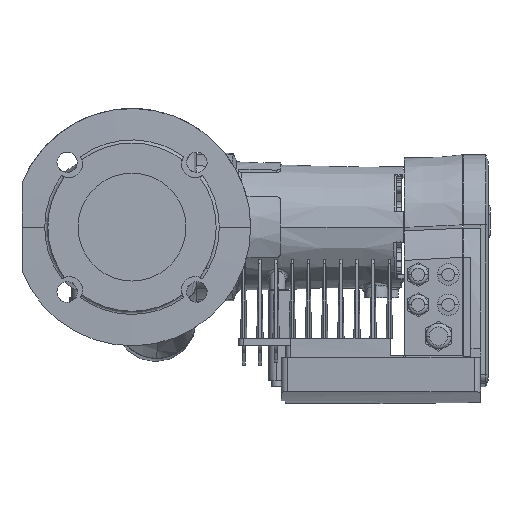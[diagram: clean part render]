
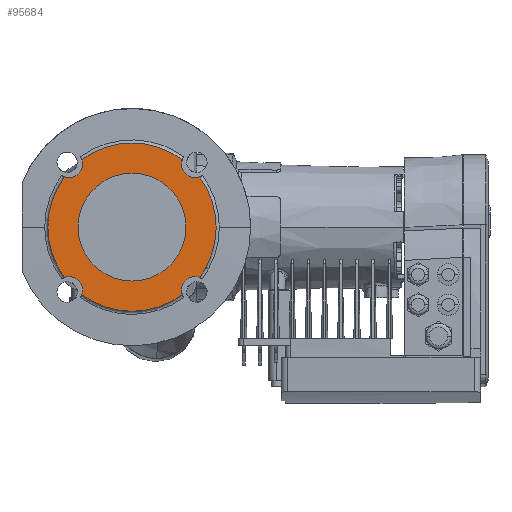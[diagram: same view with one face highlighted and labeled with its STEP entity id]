
A CAD part, front view. The second image highlights one B-rep face of the part: STEP entity #95684.
In plain terms, the highlighted planar face has unit normal (0, -1, 0).
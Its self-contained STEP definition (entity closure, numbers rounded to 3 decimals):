
#12819 = AXIS2_PLACEMENT_3D ( 'NONE', #17268, #17269, #17271 ) ;
#12822 = CIRCLE ( 'NONE', #12819, 50. ) ;
#12850 = AXIS2_PLACEMENT_3D ( 'NONE', #17216, #17217, #17218 ) ;
#12865 = CIRCLE ( 'NONE', #12850, 78. ) ;
#13045 = AXIS2_PLACEMENT_3D ( 'NONE', #18067, #18069, #18071 ) ;
#13051 = CIRCLE ( 'NONE', #13045, 12.5 ) ;
#13131 = AXIS2_PLACEMENT_3D ( 'NONE', #17659, #17661, #17663 ) ;
#13157 = CIRCLE ( 'NONE', #13131, 12.5 ) ;
#13211 = AXIS2_PLACEMENT_3D ( 'NONE', #18385, #18386, #18388 ) ;
#13264 = CIRCLE ( 'NONE', #13211, 12.5 ) ;
#13379 = CIRCLE ( 'NONE', #13382, 78. ) ;
#13382 = AXIS2_PLACEMENT_3D ( 'NONE', #19432, #19434, #19436 ) ;
#13458 = AXIS2_PLACEMENT_3D ( 'NONE', #18939, #18940, #18941 ) ;
#13463 = CIRCLE ( 'NONE', #13458, 12.5 ) ;
#13484 = CIRCLE ( 'NONE', #13488, 12.5 ) ;
#13488 = AXIS2_PLACEMENT_3D ( 'NONE', #18858, #18859, #18860 ) ;
#13572 = AXIS2_PLACEMENT_3D ( 'NONE', #20656, #20658, #20660 ) ;
#13574 = CIRCLE ( 'NONE', #13572, 12.5 ) ;
#13715 = CIRCLE ( 'NONE', #13719, 50. ) ;
#13719 = AXIS2_PLACEMENT_3D ( 'NONE', #23444, #23447, #23450 ) ;
#13723 = AXIS2_PLACEMENT_3D ( 'NONE', #24097, #24100, #24103 ) ;
#13734 = AXIS2_PLACEMENT_3D ( 'NONE', #24082, #24085, #24088 ) ;
#13736 = CIRCLE ( 'NONE', #13723, 78. ) ;
#13739 = AXIS2_PLACEMENT_3D ( 'NONE', #25597, #25599, #25601 ) ;
#13742 = CIRCLE ( 'NONE', #13734, 78. ) ;
#13761 = CIRCLE ( 'NONE', #13739, 12.5 ) ;
#13841 = AXIS2_PLACEMENT_3D ( 'NONE', #25089, #25090, #25091 ) ;
#13842 = CIRCLE ( 'NONE', #13841, 78. ) ;
#17216 = CARTESIAN_POINT ( 'NONE',  ( -41.65, -225., 0. ) ) ;
#17217 = DIRECTION ( 'NONE',  ( 0., -1., 0. ) ) ;
#17218 = DIRECTION ( 'NONE',  ( -1., 0., 0. ) ) ;
#17268 = CARTESIAN_POINT ( 'NONE',  ( -41.65, -225., 0. ) ) ;
#17269 = DIRECTION ( 'NONE',  ( 0., -1., 0. ) ) ;
#17271 = DIRECTION ( 'NONE',  ( -1., 0., 0. ) ) ;
#17659 = CARTESIAN_POINT ( 'NONE',  ( -99.986, -225., 58.336 ) ) ;
#17661 = DIRECTION ( 'NONE',  ( 0., 1., 0. ) ) ;
#17663 = DIRECTION ( 'NONE',  ( 1., 0., 0. ) ) ;
#18067 = CARTESIAN_POINT ( 'NONE',  ( -99.986, -225., -58.336 ) ) ;
#18069 = DIRECTION ( 'NONE',  ( 0., 1., 0. ) ) ;
#18071 = DIRECTION ( 'NONE',  ( 1., 0., 0. ) ) ;
#18385 = CARTESIAN_POINT ( 'NONE',  ( 16.686, -225., -58.336 ) ) ;
#18386 = DIRECTION ( 'NONE',  ( 0., 1., 0. ) ) ;
#18388 = DIRECTION ( 'NONE',  ( 0., 0., 1. ) ) ;
#18858 = CARTESIAN_POINT ( 'NONE',  ( 16.686, -225., -58.336 ) ) ;
#18859 = DIRECTION ( 'NONE',  ( 0., 1., 0. ) ) ;
#18860 = DIRECTION ( 'NONE',  ( 0., 0., 1. ) ) ;
#18939 = CARTESIAN_POINT ( 'NONE',  ( -99.986, -225., 58.336 ) ) ;
#18940 = DIRECTION ( 'NONE',  ( 0., 1., 0. ) ) ;
#18941 = DIRECTION ( 'NONE',  ( 1., 0., 0. ) ) ;
#19432 = CARTESIAN_POINT ( 'NONE',  ( -41.65, -225., 0. ) ) ;
#19434 = DIRECTION ( 'NONE',  ( 0., -1., 0. ) ) ;
#19436 = DIRECTION ( 'NONE',  ( -1., 0., 0. ) ) ;
#20656 = CARTESIAN_POINT ( 'NONE',  ( -99.986, -225., -58.336 ) ) ;
#20658 = DIRECTION ( 'NONE',  ( 0., 1., 0. ) ) ;
#20660 = DIRECTION ( 'NONE',  ( 1., 0., 0. ) ) ;
#23444 = CARTESIAN_POINT ( 'NONE',  ( -41.65, -225., 0. ) ) ;
#23447 = DIRECTION ( 'NONE',  ( 0., -1., 0. ) ) ;
#23450 = DIRECTION ( 'NONE',  ( -1., 0., 0. ) ) ;
#24082 = CARTESIAN_POINT ( 'NONE',  ( -41.65, -225., 0. ) ) ;
#24085 = DIRECTION ( 'NONE',  ( 0., -1., 0. ) ) ;
#24088 = DIRECTION ( 'NONE',  ( -1., 0., 0. ) ) ;
#24097 = CARTESIAN_POINT ( 'NONE',  ( -41.65, -225., 0. ) ) ;
#24100 = DIRECTION ( 'NONE',  ( 0., -1., 0. ) ) ;
#24103 = DIRECTION ( 'NONE',  ( -1., 0., 0. ) ) ;
#25089 = CARTESIAN_POINT ( 'NONE',  ( -41.65, -225., 0. ) ) ;
#25090 = DIRECTION ( 'NONE',  ( 0., -1., 0. ) ) ;
#25091 = DIRECTION ( 'NONE',  ( -1., 0., 0. ) ) ;
#25597 = CARTESIAN_POINT ( 'NONE',  ( 16.686, -225., 58.336 ) ) ;
#25599 = DIRECTION ( 'NONE',  ( 0., 1., 0. ) ) ;
#25601 = DIRECTION ( 'NONE',  ( 1., 0., 0. ) ) ;
#31530 = CARTESIAN_POINT ( 'NONE',  ( 16.686, -225., -45.836 ) ) ;
#38297 = CARTESIAN_POINT ( 'NONE',  ( 20.918, -225., -46.575 ) ) ;
#38314 = CARTESIAN_POINT ( 'NONE',  ( 26.801, -225., -37.395 ) ) ;
#38825 = CARTESIAN_POINT ( 'NONE',  ( 8.35, -225., 0. ) ) ;
#53914 = ORIENTED_EDGE ( 'NONE', *, *, #98833, .T. ) ;
#53916 = ORIENTED_EDGE ( 'NONE', *, *, #98737, .T. ) ;
#53918 = ORIENTED_EDGE ( 'NONE', *, *, #97130, .T. ) ;
#53919 = ORIENTED_EDGE ( 'NONE', *, *, #97109, .T. ) ;
#53920 = ORIENTED_EDGE ( 'NONE', *, *, #98763, .T. ) ;
#53922 = ORIENTED_EDGE ( 'NONE', *, *, #98915, .T. ) ;
#53923 = ORIENTED_EDGE ( 'NONE', *, *, #98807, .T. ) ;
#53924 = ORIENTED_EDGE ( 'NONE', *, *, #98733, .T. ) ;
#53926 = ORIENTED_EDGE ( 'NONE', *, *, #97056, .T. ) ;
#53927 = ORIENTED_EDGE ( 'NONE', *, *, #98852, .T. ) ;
#53928 = ORIENTED_EDGE ( 'NONE', *, *, #97272, .T. ) ;
#53930 = ORIENTED_EDGE ( 'NONE', *, *, #97129, .T. ) ;
#53931 = ORIENTED_EDGE ( 'NONE', *, *, #98920, .F. ) ;
#53932 = ORIENTED_EDGE ( 'NONE', *, *, #97154, .F. ) ;
#58073 = EDGE_LOOP ( 'NONE', ( #53932, #53931 ) ) ;
#58100 = EDGE_LOOP ( 'NONE', ( #53930, #53928, #53927, #53926, #53924, #53923, #53922, #53920, #53919, #53918, #53916, #53914 ) ) ;
#67333 = CARTESIAN_POINT ( 'NONE',  ( 4.925, -225., -62.568 ) ) ;
#67387 = CARTESIAN_POINT ( 'NONE',  ( -88.225, -225., 62.568 ) ) ;
#67396 = CARTESIAN_POINT ( 'NONE',  ( -87.486, -225., 58.336 ) ) ;
#67450 = CARTESIAN_POINT ( 'NONE',  ( -91.65, -225., 0. ) ) ;
#67455 = CARTESIAN_POINT ( 'NONE',  ( -104.218, -225., 46.575 ) ) ;
#67456 = CARTESIAN_POINT ( 'NONE',  ( -87.486, -225., -58.336 ) ) ;
#71268 = FACE_BOUND ( 'NONE', #58073, .T. ) ;
#71270 = FACE_OUTER_BOUND ( 'NONE', #58100, .T. ) ;
#71271 = PLANE ( 'NONE',  #104573 ) ;
#71280 = CARTESIAN_POINT ( 'NONE',  ( 38.35, -225., 0. ) ) ;
#71281 = DIRECTION ( 'NONE',  ( 0., 1., 0. ) ) ;
#71282 = DIRECTION ( 'NONE',  ( 1., 0., 0. ) ) ;
#86215 = CARTESIAN_POINT ( 'NONE',  ( -104.218, -225., -46.575 ) ) ;
#86220 = CARTESIAN_POINT ( 'NONE',  ( 20.918, -225., 46.575 ) ) ;
#86248 = CARTESIAN_POINT ( 'NONE',  ( -88.225, -225., -62.568 ) ) ;
#86304 = CARTESIAN_POINT ( 'NONE',  ( 4.925, -225., 62.568 ) ) ;
#95684 = ADVANCED_FACE ( 'NONE', ( #71268, #71270 ), #71271, .F. ) ;
#96608 = VERTEX_POINT ( 'NONE', #38297 ) ;
#96616 = VERTEX_POINT ( 'NONE', #38314 ) ;
#96689 = VERTEX_POINT ( 'NONE', #38825 ) ;
#96797 = VERTEX_POINT ( 'NONE', #31530 ) ;
#97056 = EDGE_CURVE ( 'NONE', #106912, #105354, #13842, .T. ) ;
#97109 = EDGE_CURVE ( 'NONE', #106828, #107061, #13761, .T. ) ;
#97129 = EDGE_CURVE ( 'NONE', #105682, #106817, #13742, .T. ) ;
#97130 = EDGE_CURVE ( 'NONE', #107061, #105503, #13736, .T. ) ;
#97154 = EDGE_CURVE ( 'NONE', #105670, #96689, #13715, .T. ) ;
#97272 = EDGE_CURVE ( 'NONE', #106817, #105684, #13574, .T. ) ;
#98733 = EDGE_CURVE ( 'NONE', #105354, #96797, #13484, .T. ) ;
#98737 = EDGE_CURVE ( 'NONE', #105503, #105527, #13463, .T. ) ;
#98763 = EDGE_CURVE ( 'NONE', #96616, #106828, #13379, .T. ) ;
#98807 = EDGE_CURVE ( 'NONE', #96797, #96608, #13264, .T. ) ;
#98833 = EDGE_CURVE ( 'NONE', #105527, #105682, #13157, .T. ) ;
#98852 = EDGE_CURVE ( 'NONE', #105684, #106912, #13051, .T. ) ;
#98915 = EDGE_CURVE ( 'NONE', #96608, #96616, #12865, .T. ) ;
#98920 = EDGE_CURVE ( 'NONE', #96689, #105670, #12822, .T. ) ;
#104573 = AXIS2_PLACEMENT_3D ( 'NONE', #71280, #71281, #71282 ) ;
#105354 = VERTEX_POINT ( 'NONE', #67333 ) ;
#105503 = VERTEX_POINT ( 'NONE', #67387 ) ;
#105527 = VERTEX_POINT ( 'NONE', #67396 ) ;
#105670 = VERTEX_POINT ( 'NONE', #67450 ) ;
#105682 = VERTEX_POINT ( 'NONE', #67455 ) ;
#105684 = VERTEX_POINT ( 'NONE', #67456 ) ;
#106817 = VERTEX_POINT ( 'NONE', #86215 ) ;
#106828 = VERTEX_POINT ( 'NONE', #86220 ) ;
#106912 = VERTEX_POINT ( 'NONE', #86248 ) ;
#107061 = VERTEX_POINT ( 'NONE', #86304 ) ;
